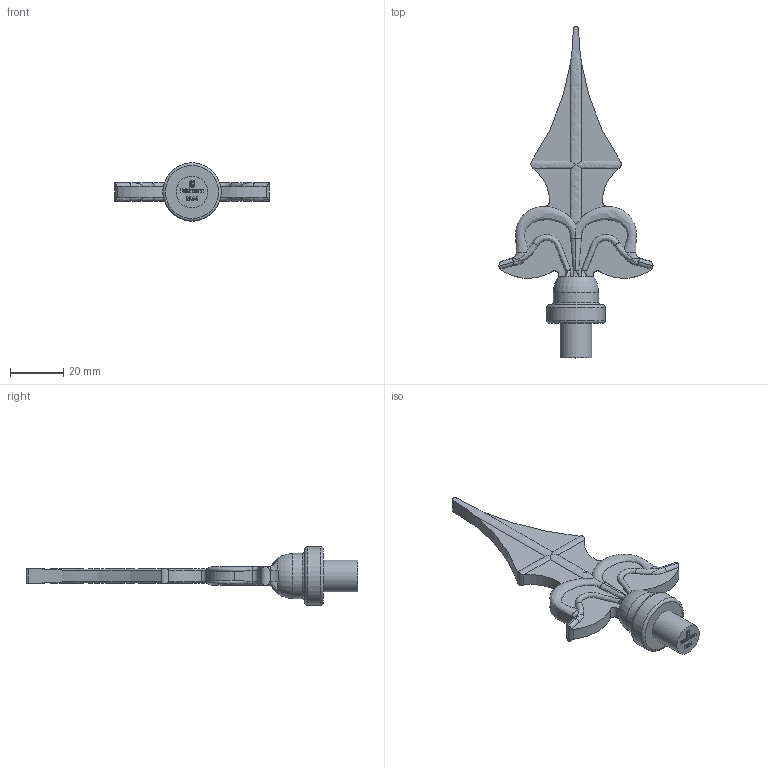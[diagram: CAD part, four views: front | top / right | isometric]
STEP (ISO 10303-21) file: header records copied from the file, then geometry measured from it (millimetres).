
FILE_DESCRIPTION (( 'STEP AP203' ), '1' );
FILE_NAME ('124-1.STEP', '2023-07-14T07:43:35', ( '' ), ( '' ), 'SwSTEP 2.0', 'SolidWorks 2018', '' );
FILE_SCHEMA (( 'CONFIG_CONTROL_DESIGN' ));
Length unit declared in the file: millimetre
Products named in the file (1): 124-1
Bounding box: 58 x 125 x 22 mm (x, y, z)
Volume: 17708.7 mm3; surface area: 9155.1 mm2
Topology: 1 solids, 1 shells, 338 faces, 903 edges, 583 vertices
Faces by surface type: plane 164, bspline 148, cylinder 22, torus 4
Full cylindrical faces by diameter (mm): 12 x1, 17 x1, 22 x1
Entity records: 19801 total; most frequent: CARTESIAN_POINT 12439, ORIENTED_EDGE 1780, DIRECTION 1013, EDGE_CURVE 890, VERTEX_POINT 581, LINE 525, VECTOR 525, EDGE_LOOP 365
